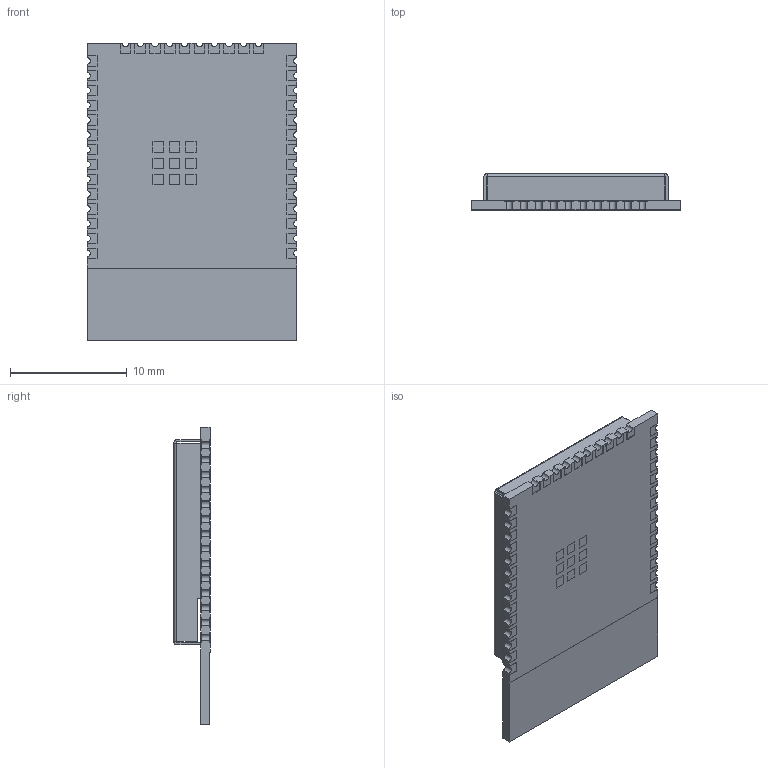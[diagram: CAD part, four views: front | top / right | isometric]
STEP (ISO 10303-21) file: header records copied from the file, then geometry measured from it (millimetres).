
FILE_DESCRIPTION (( 'STEP AP214' ), '1' );
FILE_NAME ('ESP32-WROOM-32E(M113EH3200PH3Q0).STEP', '2021-05-24T13:25:37', ( '' ), ( '' ), 'SwSTEP 2.0', 'SolidWorks 2018', '' );
FILE_SCHEMA (( 'AUTOMOTIVE_DESIGN' ));
Length unit declared in the file: millimetre
Products named in the file (2): ESP32-WROOM-32E(M113EH3200PH3Q0)
Bounding box: 18 x 3.1 x 25.5 mm (x, y, z)
Volume: 440.8 mm3; surface area: 1967.4 mm2
Topology: 12 solids, 12 shells, 584 faces, 1650 edges, 1100 vertices
Faces by surface type: plane 536, cylinder 48
Entity records: 25166 total; most frequent: CARTESIAN_POINT 3336, ORIENTED_EDGE 3300, DIRECTION 2918, EDGE_CURVE 1650, VECTOR 1554, LINE 1554, VERTEX_POINT 1100, AXIS2_PLACEMENT_3D 682
